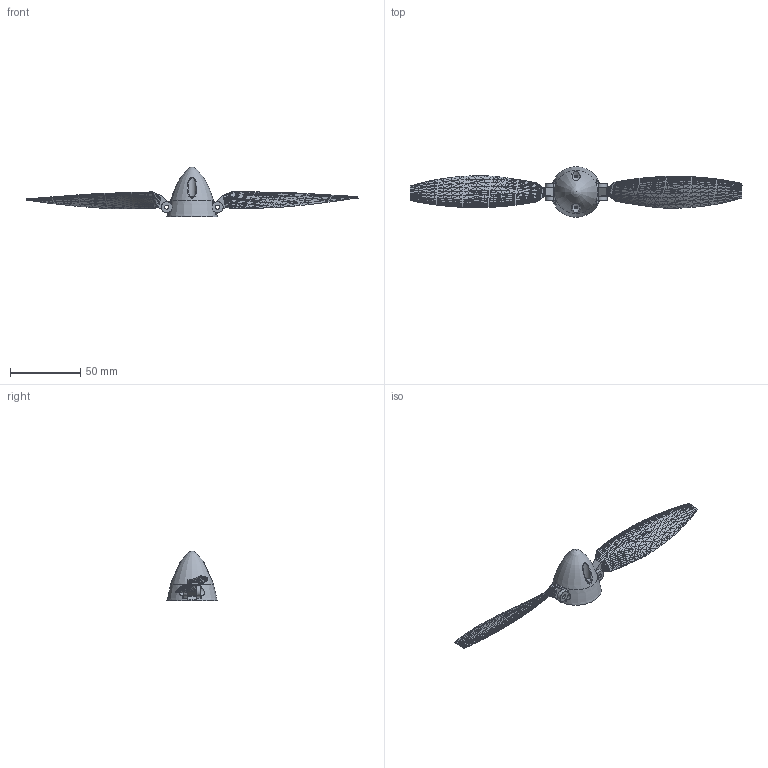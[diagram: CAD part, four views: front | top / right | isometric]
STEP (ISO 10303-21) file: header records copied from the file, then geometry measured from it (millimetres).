
FILE_DESCRIPTION(/* description */ ('Alibre Inc.'),/* implementation_level */ '2;1');
FILE_NAME(/* name */ 'export-45CA3FF0-D6ED-432E-B0D2-DADEC572B299',/* time_stamp */ '2021-06-12T23:01:56+02:00',/* author */ (''),/* organization */ (''),/* preprocessor_version */ 'ST-DEVELOPER v17',/* originating_system */ 'Alibre',/* authorisation */ '');
FILE_SCHEMA (('CONFIG_CONTROL_DESIGN'));
Length unit declared in the file: centimetre
Products named in the file (4): Blatthalter 6mm
Bounding box: 235.59 x 35.8 x 35.23 mm (x, y, z)
Volume: 15443.5 mm3; surface area: 16354 mm2
Topology: 4 solids, 4 shells, 4355 faces, 7149 edges, 2805 vertices
Faces by surface type: plane 3988, bspline 281, cylinder 53, cone 25, revolution 7, torus 1
Full cylindrical faces by diameter (mm): 1.5 x2, 2.2 x2, 2.8 x2, 3 x2, 6.1 x1
Entity records: 55778 total; most frequent: CARTESIAN_POINT 17970, ORIENTED_EDGE 7716, DIRECTION 5719, EDGE_CURVE 3858, VECTOR 3470, LINE 3470, EDGE_LOOP 2329, FACE_BOUND 2329
